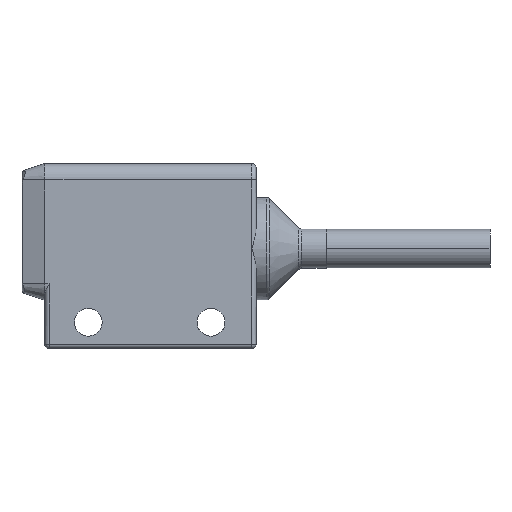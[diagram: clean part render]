
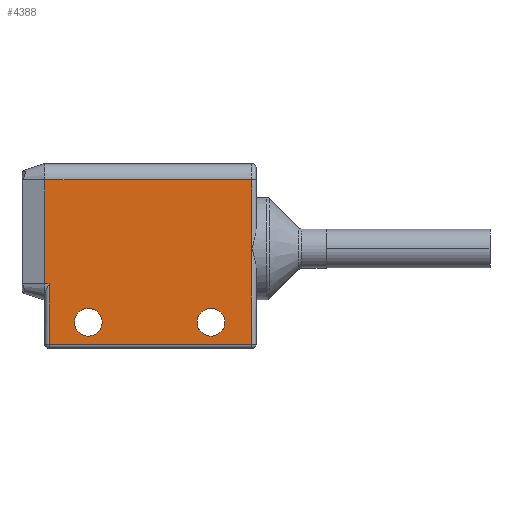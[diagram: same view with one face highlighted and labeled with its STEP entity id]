
A CAD part, left-side view. The second image highlights one B-rep face of the part: STEP entity #4388.
In plain terms, the highlighted planar face has unit normal (-1, 0, 0).
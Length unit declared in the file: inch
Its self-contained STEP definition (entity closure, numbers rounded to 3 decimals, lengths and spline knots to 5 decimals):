
#661=CARTESIAN_POINT('',(-0.24606,0.01969,
0.24803));
#668=DIRECTION('',(0.,0.,-1.));
#669=VECTOR('',#668,0.33071);
#670=CARTESIAN_POINT('',(-0.24606,0.01969,
0.57874));
#671=LINE('',#670,#669);
#672=DIRECTION('',(0.,0.,-1.));
#673=VECTOR('',#672,0.46063);
#674=CARTESIAN_POINT('',(-0.24606,0.01969,
0.24803));
#675=LINE('',#674,#673);
#676=DIRECTION('',(0.,-1.,0.));
#677=VECTOR('',#676,0.97638);
#678=CARTESIAN_POINT('',(-0.24606,0.99606,
-0.2126));
#679=LINE('',#678,#677);
#680=DIRECTION('',(0.,0.,1.));
#681=VECTOR('',#680,0.29134);
#682=CARTESIAN_POINT('',(-0.24606,0.99606,
-0.2126));
#683=LINE('',#682,#681);
#684=DIRECTION('',(0.,0.,-1.));
#685=VECTOR('',#684,0.5);
#686=CARTESIAN_POINT('',(-0.24606,1.01575,
0.57874));
#687=LINE('',#686,#685);
#688=DIRECTION('',(0.,-1.,0.));
#689=VECTOR('',#688,0.99606);
#690=CARTESIAN_POINT('',(-0.24606,1.01575,
0.57874));
#691=LINE('',#690,#689);
#692=CARTESIAN_POINT('',(-0.24606,0.80709,
-0.1063));
#693=DIRECTION('',(1.,0.,0.));
#694=DIRECTION('',(0.,0.,-1.));
#695=AXIS2_PLACEMENT_3D('',#692,#693,#694);
#697=CARTESIAN_POINT('',(-0.24606,0.80709,
-0.1063));
#698=DIRECTION('',(1.,0.,0.));
#699=DIRECTION('',(0.,0.,1.));
#700=AXIS2_PLACEMENT_3D('',#697,#698,#699);
#702=CARTESIAN_POINT('',(-0.24606,0.21654,
-0.1063));
#703=DIRECTION('',(1.,0.,0.));
#704=DIRECTION('',(0.,0.,-1.));
#705=AXIS2_PLACEMENT_3D('',#702,#703,#704);
#707=CARTESIAN_POINT('',(-0.24606,0.21654,
-0.1063));
#708=DIRECTION('',(1.,0.,0.));
#709=DIRECTION('',(0.,0.,1.));
#710=AXIS2_PLACEMENT_3D('',#707,#708,#709);
#1976=DIRECTION('',(0.,-1.,0.));
#1977=VECTOR('',#1976,0.01969);
#1978=CARTESIAN_POINT('',(-0.24606,1.01575,
0.07874));
#1979=LINE('',#1978,#1977);
#3207=CARTESIAN_POINT('',(-0.24606,0.80709,
-0.17323));
#3208=CARTESIAN_POINT('',(-0.24606,0.80709,
-0.03937));
#3209=VERTEX_POINT('',#3207);
#3210=VERTEX_POINT('',#3208);
#3211=CARTESIAN_POINT('',(-0.24606,0.21654,
-0.17323));
#3212=CARTESIAN_POINT('',(-0.24606,0.21654,
-0.03937));
#3213=VERTEX_POINT('',#3211);
#3214=VERTEX_POINT('',#3212);
#3261=CARTESIAN_POINT('',(-0.24606,0.99606,
-0.2126));
#3263=VERTEX_POINT('',#3261);
#3265=CARTESIAN_POINT('',(-0.24606,0.01969,
-0.2126));
#3266=VERTEX_POINT('',#3265);
#3338=CARTESIAN_POINT('',(-0.24606,0.99606,
0.07874));
#3339=VERTEX_POINT('',#3338);
#3341=CARTESIAN_POINT('',(-0.24606,0.01969,
0.57874));
#3343=VERTEX_POINT('',#3341);
#3406=CARTESIAN_POINT('',(-0.24606,1.01575,
0.07874));
#3407=VERTEX_POINT('',#3406);
#3410=CARTESIAN_POINT('',(-0.24606,1.01575,
0.57874));
#3411=VERTEX_POINT('',#3410);
#3414=VERTEX_POINT('',#661);
#4356=CARTESIAN_POINT('',(-0.24606,1.13386,0.));
#4357=DIRECTION('',(-1.,0.,0.));
#4358=DIRECTION('',(0.,-1.,0.));
#4359=AXIS2_PLACEMENT_3D('',#4356,#4357,#4358);
#4360=PLANE('',#4359);
#4361=ORIENTED_EDGE('',*,*,#4348,.T.);
#4363=ORIENTED_EDGE('',*,*,#4362,.T.);
#4365=ORIENTED_EDGE('',*,*,#4364,.F.);
#4367=ORIENTED_EDGE('',*,*,#4366,.T.);
#4369=ORIENTED_EDGE('',*,*,#4368,.F.);
#4371=ORIENTED_EDGE('',*,*,#4370,.F.);
#4373=ORIENTED_EDGE('',*,*,#4372,.T.);
#4374=EDGE_LOOP('',(#4361,#4363,#4365,#4367,#4369,#4371,#4373));
#4375=FACE_OUTER_BOUND('',#4374,.F.);
#4377=ORIENTED_EDGE('',*,*,#4376,.F.);
#4379=ORIENTED_EDGE('',*,*,#4378,.F.);
#4380=EDGE_LOOP('',(#4377,#4379));
#4381=FACE_BOUND('',#4380,.F.);
#4383=ORIENTED_EDGE('',*,*,#4382,.F.);
#4385=ORIENTED_EDGE('',*,*,#4384,.F.);
#4386=EDGE_LOOP('',(#4383,#4385));
#4387=FACE_BOUND('',#4386,.F.);
#4388=ADVANCED_FACE('',(#4375,#4381,#4387),#4360,.T.);
#696=CIRCLE('',#695,0.06693);
#701=CIRCLE('',#700,0.06693);
#706=CIRCLE('',#705,0.06693);
#711=CIRCLE('',#710,0.06693);
#4348=EDGE_CURVE('',#3343,#3414,#671,.T.);
#4362=EDGE_CURVE('',#3414,#3266,#675,.T.);
#4364=EDGE_CURVE('',#3263,#3266,#679,.T.);
#4366=EDGE_CURVE('',#3263,#3339,#683,.T.);
#4368=EDGE_CURVE('',#3407,#3339,#1979,.T.);
#4370=EDGE_CURVE('',#3411,#3407,#687,.T.);
#4372=EDGE_CURVE('',#3411,#3343,#691,.T.);
#4376=EDGE_CURVE('',#3209,#3210,#696,.T.);
#4378=EDGE_CURVE('',#3210,#3209,#701,.T.);
#4382=EDGE_CURVE('',#3213,#3214,#706,.T.);
#4384=EDGE_CURVE('',#3214,#3213,#711,.T.);
